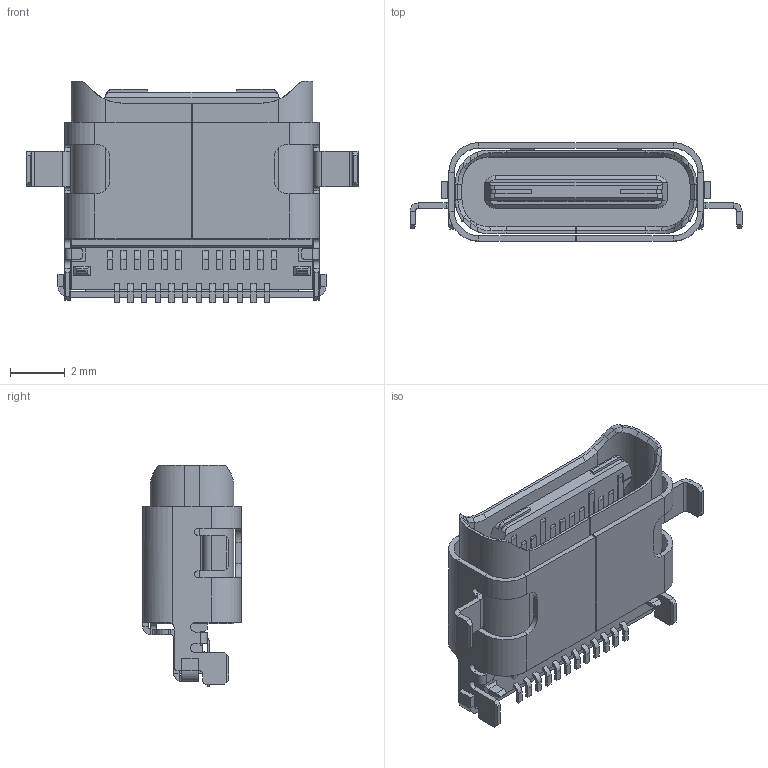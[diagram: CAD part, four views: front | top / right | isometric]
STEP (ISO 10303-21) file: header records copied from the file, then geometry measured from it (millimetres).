
FILE_DESCRIPTION (( 'STEP AP214' ), '1' );
FILE_NAME ('1-2295018-2.STEP', '2023-03-15T15:14:09', ( '' ), ( '' ), 'SwSTEP 2.0', 'SolidWorks 2021', '' );
FILE_SCHEMA (( 'AUTOMOTIVE_DESIGN' ));
Length unit declared in the file: millimetre
Products named in the file (2): 1-2295018-2
Assembly tree (1 placements, depth 2):
  1-2295018-2
    1-2295018-2
Bounding box: 12.14 x 3.6 x 8.1 mm (x, y, z)
Volume: 110.7 mm3; surface area: 701.6 mm2
Topology: 51 solids, 51 shells, 1156 faces, 2970 edges, 1914 vertices
Faces by surface type: plane 772, cylinder 356, cone 12, bspline 12, torus 4
Entity records: 35836 total; most frequent: CARTESIAN_POINT 6760, ORIENTED_EDGE 5940, DIRECTION 5892, EDGE_CURVE 2970, VECTOR 2192, LINE 2192, VERTEX_POINT 1914, AXIS2_PLACEMENT_3D 1850
